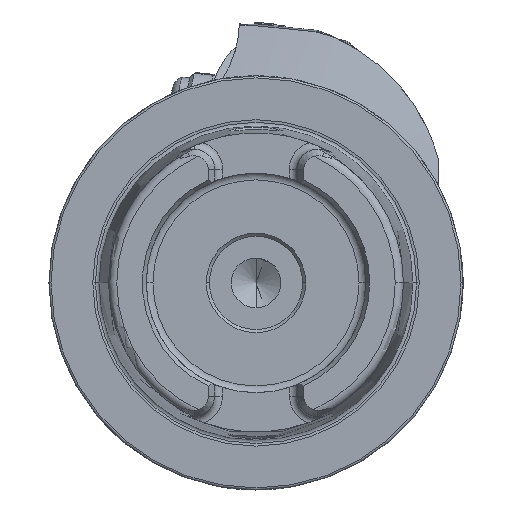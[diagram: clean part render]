
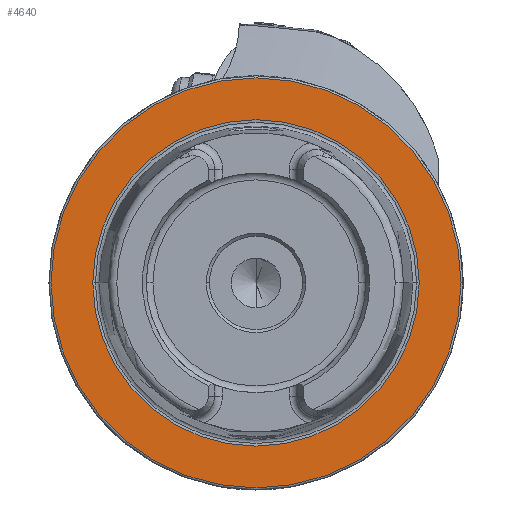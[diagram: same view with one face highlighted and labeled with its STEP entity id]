
A CAD part, left-side view. The second image highlights one B-rep face of the part: STEP entity #4640.
In plain terms, the highlighted planar face has unit normal (-1, 0, 0).
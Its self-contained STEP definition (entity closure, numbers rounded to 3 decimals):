
#1281 = CARTESIAN_POINT ( 'NONE',  ( 0., 49.5, 0. ) ) ;
#1414 = EDGE_CURVE ( 'NONE', #3930, #3683, #10563, .T. ) ;
#1639 = CARTESIAN_POINT ( 'NONE',  ( 0., 49.5, 0. ) ) ;
#2146 = DIRECTION ( 'NONE',  ( 0., -1., 0. ) ) ;
#2469 = DIRECTION ( 'NONE',  ( -1., 0., 0. ) ) ;
#2585 = FACE_BOUND ( 'NONE', #7948, .T. ) ;
#2672 = DIRECTION ( 'NONE',  ( 1., 0., 0. ) ) ;
#3173 = ORIENTED_EDGE ( 'NONE', *, *, #1414, .F. ) ;
#3478 = AXIS2_PLACEMENT_3D ( 'NONE', #15577, #4989, #7697 ) ;
#3491 = DIRECTION ( 'NONE',  ( -1., 0., 0. ) ) ;
#3577 = CIRCLE ( 'NONE', #13903, 49.5 ) ;
#3683 = VERTEX_POINT ( 'NONE', #12942 ) ;
#3930 = VERTEX_POINT ( 'NONE', #13898 ) ;
#4232 = EDGE_CURVE ( 'NONE', #15602, #10787, #15388, .T. ) ;
#4640 = ADVANCED_FACE ( 'NONE', ( #2585, #17078 ), #11893, .F. ) ;
#4823 = CARTESIAN_POINT ( 'NONE',  ( 0., 0., 0. ) ) ;
#4989 = DIRECTION ( 'NONE',  ( -1., 0., 0. ) ) ;
#6397 = DIRECTION ( 'NONE',  ( 0., 1., 0. ) ) ;
#6607 = CARTESIAN_POINT ( 'NONE',  ( 0., -49.5, 0. ) ) ;
#7385 = ORIENTED_EDGE ( 'NONE', *, *, #14801, .T. ) ;
#7697 = DIRECTION ( 'NONE',  ( 0., -1., 0. ) ) ;
#7752 = CARTESIAN_POINT ( 'NONE',  ( 0., 0., 0. ) ) ;
#7844 = DIRECTION ( 'NONE',  ( 0., -1., 0. ) ) ;
#7948 = EDGE_LOOP ( 'NONE', ( #3173, #13394 ) ) ;
#10189 = CARTESIAN_POINT ( 'NONE',  ( 0., 0., 0. ) ) ;
#10449 = DIRECTION ( 'NONE',  ( -1., 0., 0. ) ) ;
#10563 = CIRCLE ( 'NONE', #15611, 39.405 ) ;
#10787 = VERTEX_POINT ( 'NONE', #1639 ) ;
#11067 = EDGE_CURVE ( 'NONE', #3683, #3930, #15207, .T. ) ;
#11893 = PLANE ( 'NONE',  #15661 ) ;
#12817 = ORIENTED_EDGE ( 'NONE', *, *, #4232, .T. ) ;
#12942 = CARTESIAN_POINT ( 'NONE',  ( 0., 39.405, 0. ) ) ;
#13394 = ORIENTED_EDGE ( 'NONE', *, *, #11067, .F. ) ;
#13898 = CARTESIAN_POINT ( 'NONE',  ( 0., -39.405, 0. ) ) ;
#13903 = AXIS2_PLACEMENT_3D ( 'NONE', #4823, #2469, #2146 ) ;
#14148 = DIRECTION ( 'NONE',  ( 0., -1., 0. ) ) ;
#14801 = EDGE_CURVE ( 'NONE', #10787, #15602, #3577, .T. ) ;
#15042 = EDGE_LOOP ( 'NONE', ( #12817, #7385 ) ) ;
#15207 = CIRCLE ( 'NONE', #3478, 39.405 ) ;
#15388 = CIRCLE ( 'NONE', #17047, 49.5 ) ;
#15577 = CARTESIAN_POINT ( 'NONE',  ( 0., 0., 0. ) ) ;
#15602 = VERTEX_POINT ( 'NONE', #6607 ) ;
#15611 = AXIS2_PLACEMENT_3D ( 'NONE', #10189, #3491, #14148 ) ;
#15661 = AXIS2_PLACEMENT_3D ( 'NONE', #1281, #2672, #6397 ) ;
#17047 = AXIS2_PLACEMENT_3D ( 'NONE', #7752, #10449, #7844 ) ;
#17078 = FACE_OUTER_BOUND ( 'NONE', #15042, .T. ) ;
